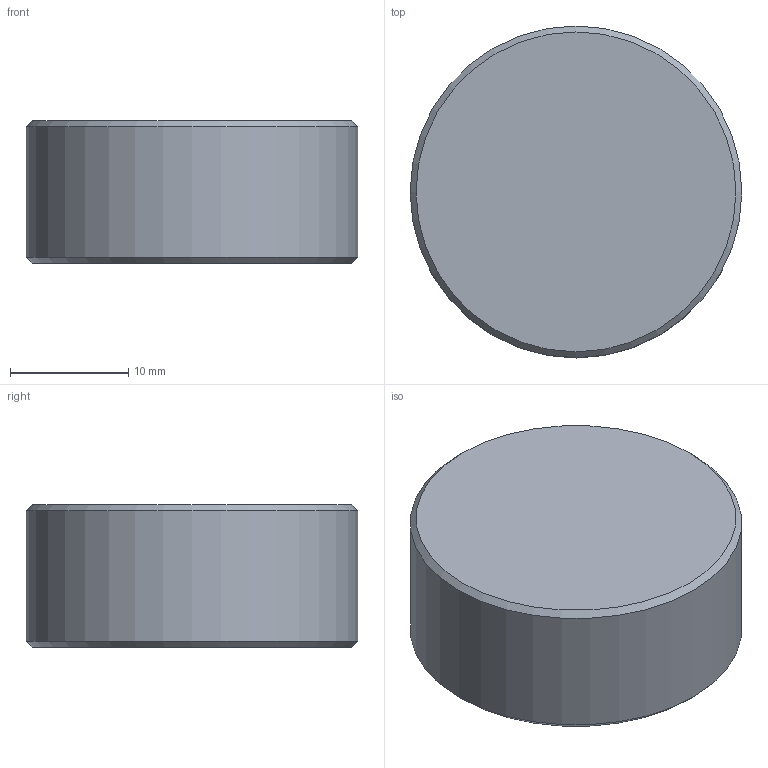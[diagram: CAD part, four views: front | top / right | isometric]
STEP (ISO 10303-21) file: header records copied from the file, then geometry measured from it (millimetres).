
FILE_DESCRIPTION(/* description */ (''),/* implementation_level */ '2;1');
FILE_NAME(/* name */ 'top.stp',/* time_stamp */ '2015-07-22T15:47:59+02:00',/* author */ ('MathieuLe Goc'),/* organization */ (''),/* preprocessor_version */ 'ST-DEVELOPER v15.6',/* originating_system */ 'Autodesk Inventor 2015',/* authorisation */ '');
FILE_SCHEMA (('AUTOMOTIVE_DESIGN { 1 0 10303 214 3 1 1 }'));
Length unit declared in the file: millimetre
Products named in the file (1): top
Bounding box: 28 x 28 x 12 mm (x, y, z)
Volume: 1921.5 mm3; surface area: 3355.4 mm2
Topology: 1 solids, 1 shells, 101 faces, 274 edges, 177 vertices
Faces by surface type: plane 54, cylinder 31, cone 16
Full cylindrical faces by diameter (mm): 25.5 x1, 28 x1
Entity records: 3239 total; most frequent: CARTESIAN_POINT 645, DIRECTION 554, ORIENTED_EDGE 536, EDGE_CURVE 268, AXIS2_PLACEMENT_3D 208, VERTEX_POINT 176, LINE 138, VECTOR 138
